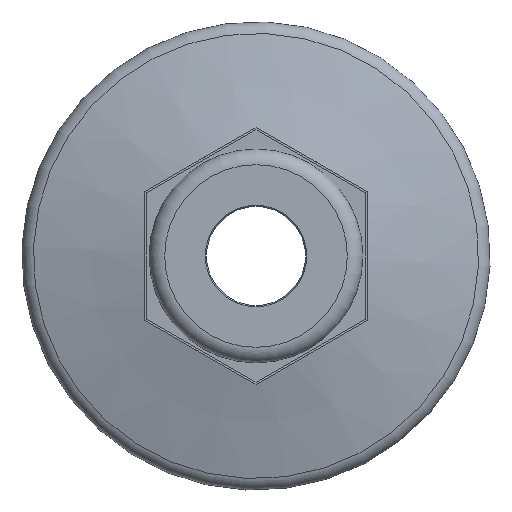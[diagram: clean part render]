
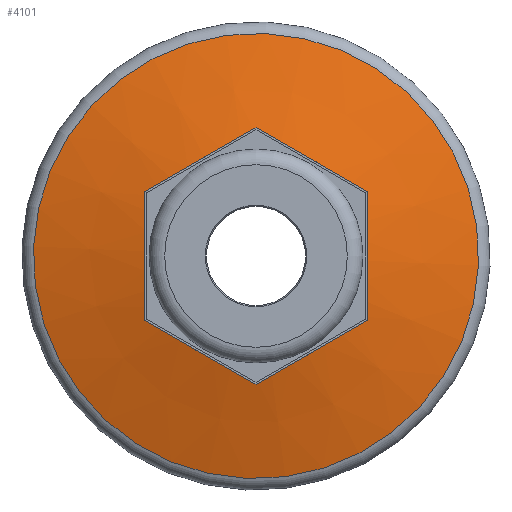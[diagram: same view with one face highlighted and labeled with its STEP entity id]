
A CAD part, left-side view. The second image highlights one B-rep face of the part: STEP entity #4101.
In plain terms, the highlighted conical face has half-angle 75 degrees and reference radius 7.163 mm.
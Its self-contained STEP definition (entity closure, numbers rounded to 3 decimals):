
#50 = FACE_OUTER_BOUND ( 'NONE', #5925, .T. ) ;
#1105 = AXIS2_PLACEMENT_3D ( 'NONE', #5171, #7480, #5748 ) ;
#1682 = ORIENTED_EDGE ( 'NONE', *, *, #4162, .F. ) ;
#1750 = CONICAL_SURFACE ( 'NONE', #2820, 7.163, 1.309 ) ;
#2204 = CIRCLE ( 'NONE', #1105, 7.163 ) ;
#2398 = VERTEX_POINT ( 'NONE', #7486 ) ;
#2820 = AXIS2_PLACEMENT_3D ( 'NONE', #3275, #3305, #4463 ) ;
#2939 = EDGE_LOOP ( 'NONE', ( #1682 ) ) ;
#3047 = AXIS2_PLACEMENT_3D ( 'NONE', #4154, #4761, #5385 ) ;
#3072 = EDGE_CURVE ( 'NONE', #2398, #2398, #3112, .T. ) ;
#3112 = CIRCLE ( 'NONE', #3047, 14.259 ) ;
#3275 = CARTESIAN_POINT ( 'NONE',  ( -9., 0., 0. ) ) ;
#3305 = DIRECTION ( 'NONE',  ( 1., 0., 0. ) ) ;
#4101 = ADVANCED_FACE ( 'NONE', ( #50, #6654 ), #1750, .T. ) ;
#4154 = CARTESIAN_POINT ( 'NONE',  ( -7.099, 0., 0. ) ) ;
#4162 = EDGE_CURVE ( 'NONE', #5557, #5557, #2204, .T. ) ;
#4463 = DIRECTION ( 'NONE',  ( 0., -0.924, -0.382 ) ) ;
#4761 = DIRECTION ( 'NONE',  ( -1., 0., 0. ) ) ;
#5171 = CARTESIAN_POINT ( 'NONE',  ( -9., 0., 0. ) ) ;
#5385 = DIRECTION ( 'NONE',  ( 0., 0.924, 0.382 ) ) ;
#5557 = VERTEX_POINT ( 'NONE', #5672 ) ;
#5672 = CARTESIAN_POINT ( 'NONE',  ( -9., 6.62, 2.735 ) ) ;
#5748 = DIRECTION ( 'NONE',  ( 0., 0.924, 0.382 ) ) ;
#5859 = ORIENTED_EDGE ( 'NONE', *, *, #3072, .T. ) ;
#5925 = EDGE_LOOP ( 'NONE', ( #5859 ) ) ;
#6654 = FACE_BOUND ( 'NONE', #2939, .T. ) ;
#7480 = DIRECTION ( 'NONE',  ( -1., 0., 0. ) ) ;
#7486 = CARTESIAN_POINT ( 'NONE',  ( -7.099, 13.178, 5.445 ) ) ;
